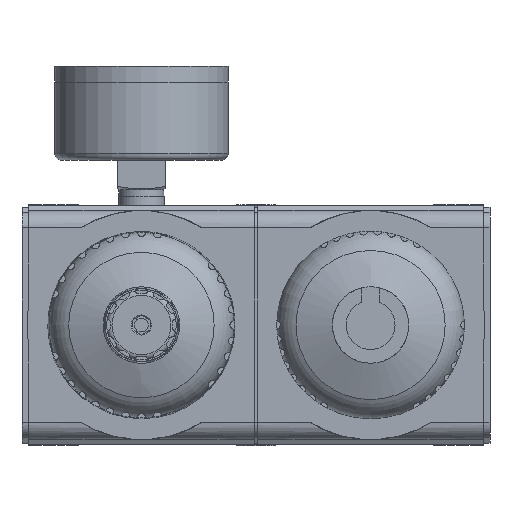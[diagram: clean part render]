
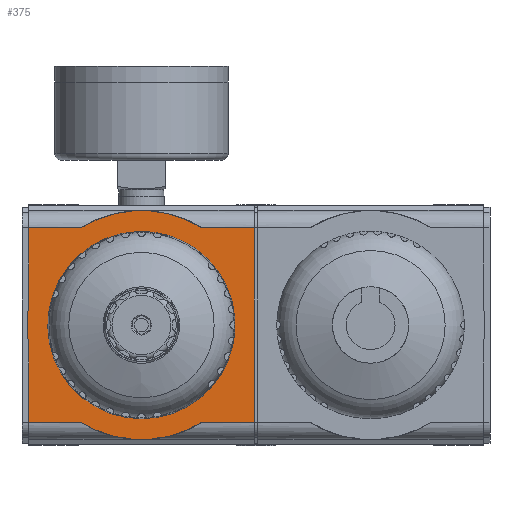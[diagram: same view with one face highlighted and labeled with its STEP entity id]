
A CAD part, front view. The second image highlights one B-rep face of the part: STEP entity #375.
In plain terms, the highlighted planar face has unit normal (0, -1, 0).
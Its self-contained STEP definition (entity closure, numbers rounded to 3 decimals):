
#375 = ADVANCED_FACE( '', ( #1210, #1211, #1212 ), #1213, .F. );
#1210 = FACE_BOUND( '', #2865, .T. );
#1211 = FACE_BOUND( '', #2866, .T. );
#1212 = FACE_OUTER_BOUND( '', #2867, .T. );
#1213 = PLANE( '', #2868 );
#2865 = EDGE_LOOP( '', ( #4870 ) );
#2866 = EDGE_LOOP( '', ( #4871 ) );
#2867 = EDGE_LOOP( '', ( #4872, #4873, #4874, #4875, #4876, #4877, #4878, #4879, #4880, #4881 ) );
#2868 = AXIS2_PLACEMENT_3D( '', #4882, #4883, #4884 );
#4870 = ORIENTED_EDGE( '', *, *, #10795, .F. );
#4871 = ORIENTED_EDGE( '', *, *, #10797, .F. );
#4872 = ORIENTED_EDGE( '', *, *, #10829, .F. );
#4873 = ORIENTED_EDGE( '', *, *, #10830, .F. );
#4874 = ORIENTED_EDGE( '', *, *, #10691, .T. );
#4875 = ORIENTED_EDGE( '', *, *, #10693, .T. );
#4876 = ORIENTED_EDGE( '', *, *, #10831, .T. );
#4877 = ORIENTED_EDGE( '', *, *, #10742, .T. );
#4878 = ORIENTED_EDGE( '', *, *, #10832, .T. );
#4879 = ORIENTED_EDGE( '', *, *, #10752, .T. );
#4880 = ORIENTED_EDGE( '', *, *, #10696, .F. );
#4881 = ORIENTED_EDGE( '', *, *, #10833, .T. );
#4882 = CARTESIAN_POINT( '', ( 32.5, 0., 28. ) );
#4883 = DIRECTION( '', ( 0., 1., 0. ) );
#4884 = DIRECTION( '', ( 0., 0., 1. ) );
#10691 = EDGE_CURVE( '', #12720, #12718, #12721, .T. );
#10693 = EDGE_CURVE( '', #12718, #12723, #12724, .T. );
#10696 = EDGE_CURVE( '', #12726, #12729, #12730, .T. );
#10742 = EDGE_CURVE( '', #12812, #12810, #12813, .T. );
#10752 = EDGE_CURVE( '', #12827, #12729, #12828, .T. );
#10795 = EDGE_CURVE( '', #12890, #12890, #12891, .F. );
#10797 = EDGE_CURVE( '', #12894, #12894, #12895, .F. );
#10829 = EDGE_CURVE( '', #12948, #12949, #12950, .T. );
#10830 = EDGE_CURVE( '', #12720, #12948, #12951, .T. );
#10831 = EDGE_CURVE( '', #12723, #12812, #12952, .T. );
#10832 = EDGE_CURVE( '', #12810, #12827, #12953, .T. );
#10833 = EDGE_CURVE( '', #12726, #12949, #12954, .T. );
#12718 = VERTEX_POINT( '', #16096 );
#12720 = VERTEX_POINT( '', #16117 );
#12721 = LINE( '', #16118, #16119 );
#12723 = VERTEX_POINT( '', #16121 );
#12724 = CIRCLE( '', #16122, 33. );
#12726 = VERTEX_POINT( '', #16143 );
#12729 = VERTEX_POINT( '', #16165 );
#12730 = LINE( '', #16166, #16167 );
#12810 = VERTEX_POINT( '', #16282 );
#12812 = VERTEX_POINT( '', #16285 );
#12813 = LINE( '', #16286, #16287 );
#12827 = VERTEX_POINT( '', #16309 );
#12828 = LINE( '', #16310, #16311 );
#12890 = VERTEX_POINT( '', #16409 );
#12891 = CIRCLE( '', #16410, 1.6 );
#12894 = VERTEX_POINT( '', #16413 );
#12895 = CIRCLE( '', #16414, 1.6 );
#12948 = VERTEX_POINT( '', #16569 );
#12949 = VERTEX_POINT( '', #16570 );
#12950 = LINE( '', #16571, #16572 );
#12951 = LINE( '', #16573, #16574 );
#12952 = LINE( '', #16575, #16576 );
#12953 = CIRCLE( '', #16577, 33. );
#12954 = CIRCLE( '', #16578, 33. );
#16096 = CARTESIAN_POINT( '', ( 17.464, 0., 28. ) );
#16117 = CARTESIAN_POINT( '', ( 32.5, 0., 28. ) );
#16118 = CARTESIAN_POINT( '', ( 32.5, 0., 28. ) );
#16119 = VECTOR( '', #23687, 1000. );
#16121 = CARTESIAN_POINT( '', ( -17.464, 0., 28. ) );
#16122 = AXIS2_PLACEMENT_3D( '', #23691, #23692, #23693 );
#16143 = CARTESIAN_POINT( '', ( -17.464, 0., -28. ) );
#16165 = CARTESIAN_POINT( '', ( -32.5, 0., -28. ) );
#16166 = CARTESIAN_POINT( '', ( 32.5, 0., -28. ) );
#16167 = VECTOR( '', #23694, 1000. );
#16282 = CARTESIAN_POINT( '', ( -32.5, 0., 5.723 ) );
#16285 = CARTESIAN_POINT( '', ( -32.5, 0., 28. ) );
#16286 = CARTESIAN_POINT( '', ( -32.5, 0., 28. ) );
#16287 = VECTOR( '', #23758, 1000. );
#16309 = CARTESIAN_POINT( '', ( -32.5, 0., -5.723 ) );
#16310 = CARTESIAN_POINT( '', ( -32.5, 0., 28. ) );
#16311 = VECTOR( '', #23770, 1000. );
#16409 = CARTESIAN_POINT( '', ( -23.5, 0., 1.6 ) );
#16410 = AXIS2_PLACEMENT_3D( '', #23825, #23826, #23827 );
#16413 = CARTESIAN_POINT( '', ( 23.5, 0., 1.6 ) );
#16414 = AXIS2_PLACEMENT_3D( '', #23831, #23832, #23833 );
#16569 = CARTESIAN_POINT( '', ( 32.5, 0., -28. ) );
#16570 = CARTESIAN_POINT( '', ( 17.464, 0., -28. ) );
#16571 = CARTESIAN_POINT( '', ( 32.5, 0., -28. ) );
#16572 = VECTOR( '', #23873, 1000. );
#16573 = CARTESIAN_POINT( '', ( 32.5, 0., 28. ) );
#16574 = VECTOR( '', #23874, 1000. );
#16575 = CARTESIAN_POINT( '', ( 32.5, 0., 28. ) );
#16576 = VECTOR( '', #23875, 1000. );
#16577 = AXIS2_PLACEMENT_3D( '', #23876, #23877, #23878 );
#16578 = AXIS2_PLACEMENT_3D( '', #23879, #23880, #23881 );
#23687 = DIRECTION( '', ( -1., 0., 0. ) );
#23691 = CARTESIAN_POINT( '', ( 0., 0., 0. ) );
#23692 = DIRECTION( '', ( 0., -1., 0. ) );
#23693 = DIRECTION( '', ( 0., 0., -1. ) );
#23694 = DIRECTION( '', ( -1., 0., 0. ) );
#23758 = DIRECTION( '', ( 0., 0., -1. ) );
#23770 = DIRECTION( '', ( 0., 0., -1. ) );
#23825 = CARTESIAN_POINT( '', ( -23.5, 0., 0. ) );
#23826 = DIRECTION( '', ( 0., 1., 0. ) );
#23827 = DIRECTION( '', ( 0., 0., 1. ) );
#23831 = CARTESIAN_POINT( '', ( 23.5, 0., 0. ) );
#23832 = DIRECTION( '', ( 0., 1., 0. ) );
#23833 = DIRECTION( '', ( 0., 0., 1. ) );
#23873 = DIRECTION( '', ( -1., 0., 0. ) );
#23874 = DIRECTION( '', ( 0., 0., -1. ) );
#23875 = DIRECTION( '', ( -1., 0., 0. ) );
#23876 = CARTESIAN_POINT( '', ( 0., 0., 0. ) );
#23877 = DIRECTION( '', ( 0., -1., 0. ) );
#23878 = DIRECTION( '', ( 0., 0., -1. ) );
#23879 = CARTESIAN_POINT( '', ( 0., 0., 0. ) );
#23880 = DIRECTION( '', ( 0., -1., 0. ) );
#23881 = DIRECTION( '', ( 0., 0., -1. ) );
